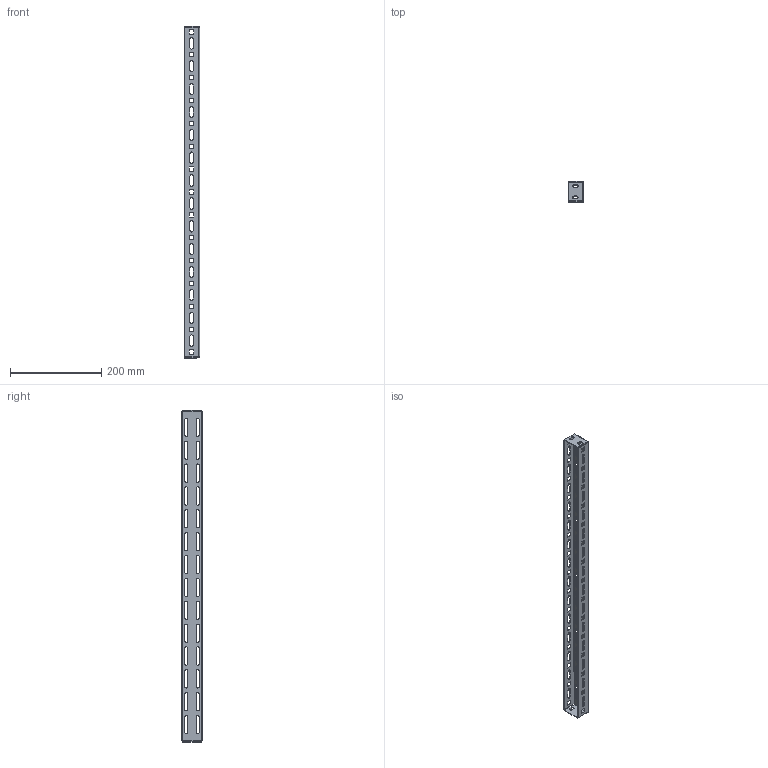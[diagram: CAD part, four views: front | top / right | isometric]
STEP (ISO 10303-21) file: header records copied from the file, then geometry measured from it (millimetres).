
FILE_DESCRIPTION (( 'STEP AP203' ), '1' );
FILE_NAME ('Ïîïåðå÷íàÿ ðåéêà ñïåöèàëüíàÿ FORD äëÿ êðåïëåíèÿ ê âåðòèêàëüíûì ðåéêàì äëÿ êîðïóñà øèðèíîé 800 (4øò.) EKF PROxima.STEP', '2020-10-26T06:53:16', ( '' ), ( '' ), 'SwSTEP 2.0', 'SolidWorks 2019', '' );
FILE_SCHEMA (( 'CONFIG_CONTROL_DESIGN' ));
Length unit declared in the file: millimetre
Products named in the file (1): Ïîïåðå÷íàÿ ðåéêà ñïåöèàëüíàÿ FORD äëÿ êðåïëåíèÿ ê âåðòèêàëüíûì ðåéêàì äëÿ êîðïóñà øèðèíîé 800 (4øò.) EKF PROxima
Bounding box: 33 x 45 x 726 mm (x, y, z)
Volume: 96485.2 mm3; surface area: 139352.7 mm2
Topology: 1 solids, 1 shells, 430 faces, 1252 edges, 824 vertices
Faces by surface type: plane 270, cylinder 160
Entity records: 14617 total; most frequent: CARTESIAN_POINT 2507, ORIENTED_EDGE 2504, DIRECTION 2434, EDGE_CURVE 1252, VECTOR 932, LINE 932, VERTEX_POINT 824, AXIS2_PLACEMENT_3D 751
